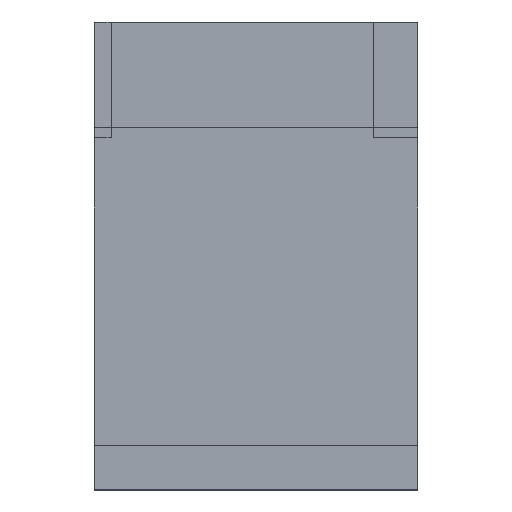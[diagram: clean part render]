
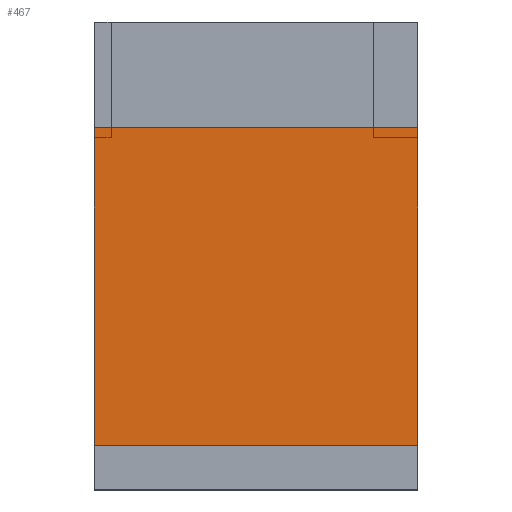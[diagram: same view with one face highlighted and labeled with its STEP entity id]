
A CAD part, front view. The second image highlights one B-rep face of the part: STEP entity #467.
In plain terms, the highlighted planar face has unit normal (0, -1, 0).
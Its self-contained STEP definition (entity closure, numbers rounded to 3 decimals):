
#37=FACE_OUTER_BOUND('',#67,.T.);
#67=EDGE_LOOP('',(#359,#360,#361,#362));
#113=LINE('',#708,#173);
#114=LINE('',#711,#174);
#115=LINE('',#713,#175);
#116=LINE('',#714,#176);
#173=VECTOR('',#579,10.);
#174=VECTOR('',#582,10.);
#175=VECTOR('',#583,10.);
#176=VECTOR('',#584,10.);
#223=VERTEX_POINT('',#704);
#224=VERTEX_POINT('',#706);
#225=VERTEX_POINT('',#710);
#226=VERTEX_POINT('',#712);
#273=EDGE_CURVE('',#223,#224,#113,.T.);
#274=EDGE_CURVE('',#223,#225,#114,.T.);
#275=EDGE_CURVE('',#226,#224,#115,.T.);
#276=EDGE_CURVE('',#225,#226,#116,.T.);
#359=ORIENTED_EDGE('',*,*,#274,.F.);
#360=ORIENTED_EDGE('',*,*,#273,.T.);
#361=ORIENTED_EDGE('',*,*,#275,.F.);
#362=ORIENTED_EDGE('',*,*,#276,.F.);
#437=PLANE('',#503);
#467=ADVANCED_FACE('',(#37),#437,.T.);
#503=AXIS2_PLACEMENT_3D('',#709,#580,#581);
#579=DIRECTION('',(0.,0.,1.));
#580=DIRECTION('center_axis',(0.,-1.,0.));
#581=DIRECTION('ref_axis',(1.,0.,0.));
#582=DIRECTION('',(-1.,0.,0.));
#583=DIRECTION('',(1.,0.,0.));
#584=DIRECTION('',(0.,0.,1.));
#704=CARTESIAN_POINT('',(16.,-19.,26.358));
#706=CARTESIAN_POINT('',(16.,-19.,54.858));
#708=CARTESIAN_POINT('',(16.,-19.,26.358));
#709=CARTESIAN_POINT('Origin',(-13.,-19.,26.358));
#710=CARTESIAN_POINT('',(-13.,-19.,26.358));
#711=CARTESIAN_POINT('',(16.,-19.,26.358));
#712=CARTESIAN_POINT('',(-13.,-19.,54.858));
#713=CARTESIAN_POINT('',(16.,-19.,54.858));
#714=CARTESIAN_POINT('',(-13.,-19.,26.358));
